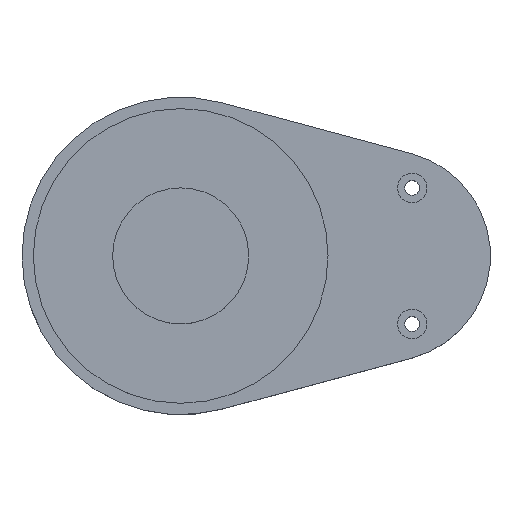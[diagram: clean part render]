
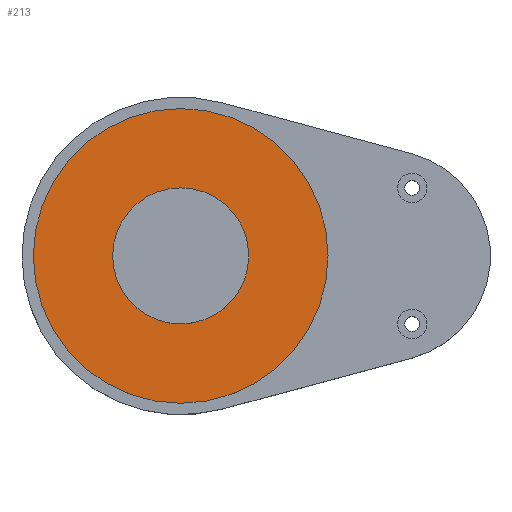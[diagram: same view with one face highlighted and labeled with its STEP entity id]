
A CAD part, top view. The second image highlights one B-rep face of the part: STEP entity #213.
In plain terms, the highlighted planar face has unit normal (0, 0, 1).
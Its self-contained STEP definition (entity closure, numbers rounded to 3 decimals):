
#41 = EDGE_CURVE ( 'NONE', #159, #522, #535, .T. ) ;
#62 = CARTESIAN_POINT ( 'NONE',  ( -60., 127.009, 33. ) ) ;
#63 = DIRECTION ( 'NONE',  ( 0., 0., 1. ) ) ;
#89 = AXIS2_PLACEMENT_3D ( 'NONE', #800, #460, #119 ) ;
#112 = CIRCLE ( 'NONE', #340, 65. ) ;
#119 = DIRECTION ( 'NONE',  ( 1., 0., 0. ) ) ;
#129 = DIRECTION ( 'NONE',  ( 1., 0., 0. ) ) ;
#141 = AXIS2_PLACEMENT_3D ( 'NONE', #830, #218, #150 ) ;
#150 = DIRECTION ( 'NONE',  ( 1., 0., 0. ) ) ;
#159 = VERTEX_POINT ( 'NONE', #62 ) ;
#213 = ADVANCED_FACE ( 'NONE', ( #559, #674 ), #483, .T. ) ;
#218 = DIRECTION ( 'NONE',  ( 0., 0., 1. ) ) ;
#262 = CARTESIAN_POINT ( 'NONE',  ( -90., 127.009, 33. ) ) ;
#299 = DIRECTION ( 'NONE',  ( 1., 0., 0. ) ) ;
#315 = EDGE_CURVE ( 'NONE', #344, #439, #112, .T. ) ;
#317 = CIRCLE ( 'NONE', #89, 65. ) ;
#340 = AXIS2_PLACEMENT_3D ( 'NONE', #634, #512, #299 ) ;
#343 = CARTESIAN_POINT ( 'NONE',  ( -90., 127.009, 33. ) ) ;
#344 = VERTEX_POINT ( 'NONE', #630 ) ;
#378 = ORIENTED_EDGE ( 'NONE', *, *, #315, .T. ) ;
#381 = EDGE_LOOP ( 'NONE', ( #378, #734 ) ) ;
#425 = ORIENTED_EDGE ( 'NONE', *, *, #534, .F. ) ;
#439 = VERTEX_POINT ( 'NONE', #666 ) ;
#459 = AXIS2_PLACEMENT_3D ( 'NONE', #262, #787, #129 ) ;
#460 = DIRECTION ( 'NONE',  ( 0., 0., 1. ) ) ;
#483 = PLANE ( 'NONE',  #141 ) ;
#512 = DIRECTION ( 'NONE',  ( 0., 0., 1. ) ) ;
#522 = VERTEX_POINT ( 'NONE', #595 ) ;
#526 = EDGE_CURVE ( 'NONE', #439, #344, #317, .T. ) ;
#534 = EDGE_CURVE ( 'NONE', #522, #159, #776, .T. ) ;
#535 = CIRCLE ( 'NONE', #720, 30. ) ;
#559 = FACE_BOUND ( 'NONE', #771, .T. ) ;
#595 = CARTESIAN_POINT ( 'NONE',  ( -120., 127.009, 33. ) ) ;
#613 = DIRECTION ( 'NONE',  ( 1., 0., 0. ) ) ;
#630 = CARTESIAN_POINT ( 'NONE',  ( -155., 127.009, 33. ) ) ;
#634 = CARTESIAN_POINT ( 'NONE',  ( -90., 127.009, 33. ) ) ;
#655 = ORIENTED_EDGE ( 'NONE', *, *, #41, .F. ) ;
#666 = CARTESIAN_POINT ( 'NONE',  ( -25., 127.009, 33. ) ) ;
#674 = FACE_OUTER_BOUND ( 'NONE', #381, .T. ) ;
#720 = AXIS2_PLACEMENT_3D ( 'NONE', #343, #63, #613 ) ;
#734 = ORIENTED_EDGE ( 'NONE', *, *, #526, .T. ) ;
#771 = EDGE_LOOP ( 'NONE', ( #425, #655 ) ) ;
#776 = CIRCLE ( 'NONE', #459, 30. ) ;
#787 = DIRECTION ( 'NONE',  ( 0., 0., 1. ) ) ;
#800 = CARTESIAN_POINT ( 'NONE',  ( -90., 127.009, 33. ) ) ;
#830 = CARTESIAN_POINT ( 'NONE',  ( -90., 127.009, 33. ) ) ;
